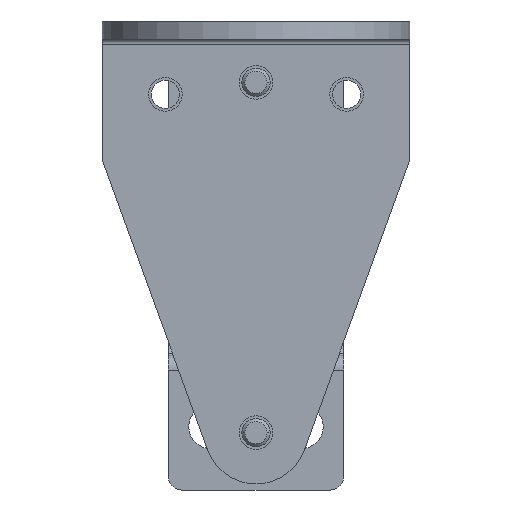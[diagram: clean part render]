
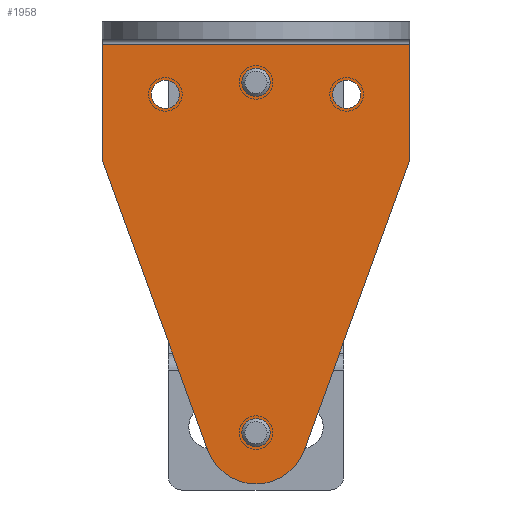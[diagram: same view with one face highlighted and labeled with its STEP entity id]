
A CAD part, front view. The second image highlights one B-rep face of the part: STEP entity #1958.
In plain terms, the highlighted face is planar.
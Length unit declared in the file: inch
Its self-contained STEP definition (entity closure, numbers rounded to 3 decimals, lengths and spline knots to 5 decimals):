
#1460=DIRECTION('',(1.,0.,0.));
#1461=VECTOR('',#1460,1.8);
#1462=CARTESIAN_POINT('',(-0.9,0.03,0.1));
#1463=LINE('',#1462,#1461);
#1478=DIRECTION('',(0.,-1.,0.));
#1479=VECTOR('',#1478,0.67441);
#1480=CARTESIAN_POINT('',(-0.9,0.70441,0.1));
#1481=LINE('',#1480,#1479);
#1482=DIRECTION('',(-0.342,-0.94,0.));
#1483=VECTOR('',#1482,1.80718);
#1484=CARTESIAN_POINT('',(-0.28191,2.40261,0.1));
#1485=LINE('',#1484,#1483);
#1486=CARTESIAN_POINT('',(0.,2.3,0.1));
#1487=DIRECTION('',(0.,0.,1.));
#1488=DIRECTION('',(0.94,0.342,0.));
#1489=AXIS2_PLACEMENT_3D('',#1486,#1487,#1488);
#1491=DIRECTION('',(-0.342,0.94,0.));
#1492=VECTOR('',#1491,1.80718);
#1493=CARTESIAN_POINT('',(0.9,0.70441,0.1));
#1494=LINE('',#1493,#1492);
#1495=DIRECTION('',(0.,1.,0.));
#1496=VECTOR('',#1495,0.67441);
#1497=CARTESIAN_POINT('',(0.9,0.03,0.1));
#1498=LINE('',#1497,#1496);
#1499=CARTESIAN_POINT('',(0.,2.3,0.1));
#1500=DIRECTION('',(0.,0.,1.));
#1501=DIRECTION('',(-1.,0.,0.));
#1502=AXIS2_PLACEMENT_3D('',#1499,#1500,#1501);
#1504=CARTESIAN_POINT('',(0.,2.3,0.1));
#1505=DIRECTION('',(0.,0.,1.));
#1506=DIRECTION('',(1.,0.,0.));
#1507=AXIS2_PLACEMENT_3D('',#1504,#1505,#1506);
#1509=CARTESIAN_POINT('',(0.5298,0.32275,0.1));
#1510=DIRECTION('',(0.,0.,1.));
#1511=DIRECTION('',(-1.,0.,0.));
#1512=AXIS2_PLACEMENT_3D('',#1509,#1510,#1511);
#1514=CARTESIAN_POINT('',(0.5298,0.32275,0.1));
#1515=DIRECTION('',(0.,0.,1.));
#1516=DIRECTION('',(1.,0.,0.));
#1517=AXIS2_PLACEMENT_3D('',#1514,#1515,#1516);
#1519=CARTESIAN_POINT('',(0.,0.253,0.1));
#1520=DIRECTION('',(0.,0.,1.));
#1521=DIRECTION('',(-1.,0.,0.));
#1522=AXIS2_PLACEMENT_3D('',#1519,#1520,#1521);
#1524=CARTESIAN_POINT('',(0.,0.253,0.1));
#1525=DIRECTION('',(0.,0.,1.));
#1526=DIRECTION('',(1.,0.,0.));
#1527=AXIS2_PLACEMENT_3D('',#1524,#1525,#1526);
#1529=CARTESIAN_POINT('',(-0.5298,0.32275,0.1));
#1530=DIRECTION('',(0.,0.,1.));
#1531=DIRECTION('',(-1.,0.,0.));
#1532=AXIS2_PLACEMENT_3D('',#1529,#1530,#1531);
#1534=CARTESIAN_POINT('',(-0.5298,0.32275,0.1));
#1535=DIRECTION('',(0.,0.,1.));
#1536=DIRECTION('',(1.,0.,0.));
#1537=AXIS2_PLACEMENT_3D('',#1534,#1535,#1536);
#1625=CARTESIAN_POINT('',(0.9,0.70441,0.1));
#1626=CARTESIAN_POINT('',(0.28191,2.40261,0.1));
#1627=VERTEX_POINT('',#1625);
#1628=VERTEX_POINT('',#1626);
#1629=CARTESIAN_POINT('',(-0.28191,2.40261,0.1));
#1630=VERTEX_POINT('',#1629);
#1631=CARTESIAN_POINT('',(-0.9,0.70441,0.1));
#1632=VERTEX_POINT('',#1631);
#1641=CARTESIAN_POINT('',(-0.9,0.03,0.1));
#1642=CARTESIAN_POINT('',(0.9,0.03,0.1));
#1643=VERTEX_POINT('',#1641);
#1644=VERTEX_POINT('',#1642);
#1661=CARTESIAN_POINT('',(-0.0825,2.3,0.1));
#1662=CARTESIAN_POINT('',(0.0825,2.3,0.1));
#1663=VERTEX_POINT('',#1661);
#1664=VERTEX_POINT('',#1662);
#1669=CARTESIAN_POINT('',(0.4473,0.32275,0.1));
#1670=CARTESIAN_POINT('',(0.6123,0.32275,0.1));
#1671=VERTEX_POINT('',#1669);
#1672=VERTEX_POINT('',#1670);
#1677=CARTESIAN_POINT('',(-0.0825,0.253,0.1));
#1678=CARTESIAN_POINT('',(0.0825,0.253,0.1));
#1679=VERTEX_POINT('',#1677);
#1680=VERTEX_POINT('',#1678);
#1685=CARTESIAN_POINT('',(-0.6123,0.32275,0.1));
#1686=CARTESIAN_POINT('',(-0.4473,0.32275,0.1));
#1687=VERTEX_POINT('',#1685);
#1688=VERTEX_POINT('',#1686);
#1918=CARTESIAN_POINT('',(0.,0.,0.1));
#1919=DIRECTION('',(0.,0.,1.));
#1920=DIRECTION('',(1.,0.,0.));
#1921=AXIS2_PLACEMENT_3D('',#1918,#1919,#1920);
#1922=PLANE('',#1921);
#1923=ORIENTED_EDGE('',*,*,#1910,.F.);
#1924=ORIENTED_EDGE('',*,*,#1771,.F.);
#1926=ORIENTED_EDGE('',*,*,#1925,.F.);
#1928=ORIENTED_EDGE('',*,*,#1927,.F.);
#1930=ORIENTED_EDGE('',*,*,#1929,.F.);
#1931=ORIENTED_EDGE('',*,*,#1894,.F.);
#1932=EDGE_LOOP('',(#1923,#1924,#1926,#1928,#1930,#1931));
#1933=FACE_OUTER_BOUND('',#1932,.F.);
#1935=ORIENTED_EDGE('',*,*,#1934,.T.);
#1937=ORIENTED_EDGE('',*,*,#1936,.T.);
#1938=EDGE_LOOP('',(#1935,#1937));
#1939=FACE_BOUND('',#1938,.F.);
#1941=ORIENTED_EDGE('',*,*,#1940,.T.);
#1943=ORIENTED_EDGE('',*,*,#1942,.T.);
#1944=EDGE_LOOP('',(#1941,#1943));
#1945=FACE_BOUND('',#1944,.F.);
#1947=ORIENTED_EDGE('',*,*,#1946,.T.);
#1949=ORIENTED_EDGE('',*,*,#1948,.T.);
#1950=EDGE_LOOP('',(#1947,#1949));
#1951=FACE_BOUND('',#1950,.F.);
#1953=ORIENTED_EDGE('',*,*,#1952,.T.);
#1955=ORIENTED_EDGE('',*,*,#1954,.T.);
#1956=EDGE_LOOP('',(#1953,#1955));
#1957=FACE_BOUND('',#1956,.F.);
#1958=ADVANCED_FACE('',(#1933,#1939,#1945,#1951,#1957),#1922,.T.);
#1490=CIRCLE('',#1489,0.3);
#1503=CIRCLE('',#1502,0.0825);
#1508=CIRCLE('',#1507,0.0825);
#1513=CIRCLE('',#1512,0.0825);
#1518=CIRCLE('',#1517,0.0825);
#1523=CIRCLE('',#1522,0.0825);
#1528=CIRCLE('',#1527,0.0825);
#1533=CIRCLE('',#1532,0.0825);
#1538=CIRCLE('',#1537,0.0825);
#1771=EDGE_CURVE('',#1632,#1643,#1481,.T.);
#1894=EDGE_CURVE('',#1644,#1627,#1498,.T.);
#1910=EDGE_CURVE('',#1643,#1644,#1463,.T.);
#1925=EDGE_CURVE('',#1630,#1632,#1485,.T.);
#1927=EDGE_CURVE('',#1628,#1630,#1490,.T.);
#1929=EDGE_CURVE('',#1627,#1628,#1494,.T.);
#1934=EDGE_CURVE('',#1663,#1664,#1503,.T.);
#1936=EDGE_CURVE('',#1664,#1663,#1508,.T.);
#1940=EDGE_CURVE('',#1671,#1672,#1513,.T.);
#1942=EDGE_CURVE('',#1672,#1671,#1518,.T.);
#1946=EDGE_CURVE('',#1679,#1680,#1523,.T.);
#1948=EDGE_CURVE('',#1680,#1679,#1528,.T.);
#1952=EDGE_CURVE('',#1687,#1688,#1533,.T.);
#1954=EDGE_CURVE('',#1688,#1687,#1538,.T.);
